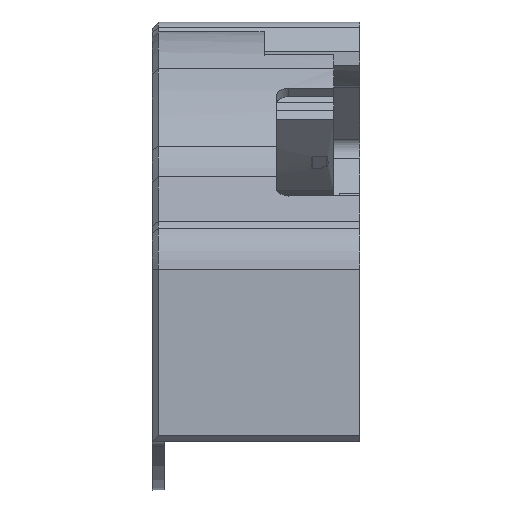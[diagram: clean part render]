
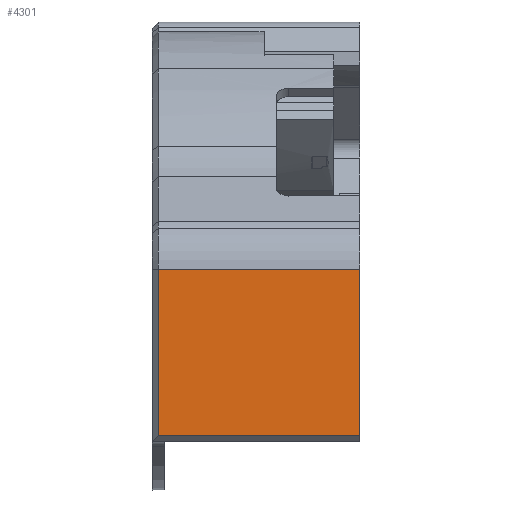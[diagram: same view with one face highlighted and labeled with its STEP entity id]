
A CAD part, left-side view. The second image highlights one B-rep face of the part: STEP entity #4301.
In plain terms, the highlighted planar face has unit normal (-1, 0, 0).
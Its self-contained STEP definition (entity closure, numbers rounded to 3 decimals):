
#319=FACE_OUTER_BOUND('',#574,.T.);
#574=EDGE_LOOP('',(#3492,#3493,#3494,#3495));
#1048=LINE('',#6759,#1548);
#1064=LINE('',#6832,#1564);
#1065=LINE('',#6836,#1565);
#1066=LINE('',#6837,#1566);
#1548=VECTOR('',#5334,10.);
#1564=VECTOR('',#5394,10.);
#1565=VECTOR('',#5399,10.);
#1566=VECTOR('',#5400,10.);
#1978=VERTEX_POINT('',#6750);
#1979=VERTEX_POINT('',#6757);
#2000=VERTEX_POINT('',#6831);
#2001=VERTEX_POINT('',#6835);
#2501=EDGE_CURVE('',#1979,#1978,#1048,.T.);
#2531=EDGE_CURVE('',#2000,#1978,#1064,.F.);
#2533=EDGE_CURVE('',#2001,#1979,#1065,.T.);
#2534=EDGE_CURVE('',#2000,#2001,#1066,.T.);
#3492=ORIENTED_EDGE('',*,*,#2501,.F.);
#3493=ORIENTED_EDGE('',*,*,#2533,.F.);
#3494=ORIENTED_EDGE('',*,*,#2534,.F.);
#3495=ORIENTED_EDGE('',*,*,#2531,.T.);
#4121=PLANE('',#4575);
#4301=ADVANCED_FACE('',(#319),#4121,.T.);
#4575=AXIS2_PLACEMENT_3D('',#6834,#5397,#5398);
#5334=DIRECTION('',(0.,0.,1.));
#5394=DIRECTION('',(0.,-1.,0.));
#5397=DIRECTION('center_axis',(-1.,0.,
0.));
#5398=DIRECTION('ref_axis',(0.,0.,-1.));
#5399=DIRECTION('',(0.,1.,0.));
#5400=DIRECTION('',(0.,0.,-1.));
#6750=CARTESIAN_POINT('',(-27.214,55.821,91.965));
#6757=CARTESIAN_POINT('',(-27.214,55.821,78.202));
#6759=CARTESIAN_POINT('',(-27.214,55.821,92.205));
#6831=CARTESIAN_POINT('',(-27.214,39.15,91.965));
#6832=CARTESIAN_POINT('',(-27.214,55.821,91.965));
#6834=CARTESIAN_POINT('Origin',(-27.214,55.821,91.951));
#6835=CARTESIAN_POINT('',(-27.214,39.15,78.202));
#6836=CARTESIAN_POINT('',(-27.214,55.821,78.202));
#6837=CARTESIAN_POINT('',(-27.214,39.15,93.326));
